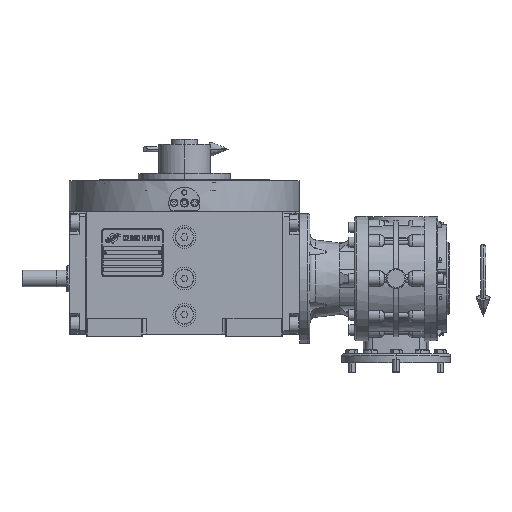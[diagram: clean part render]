
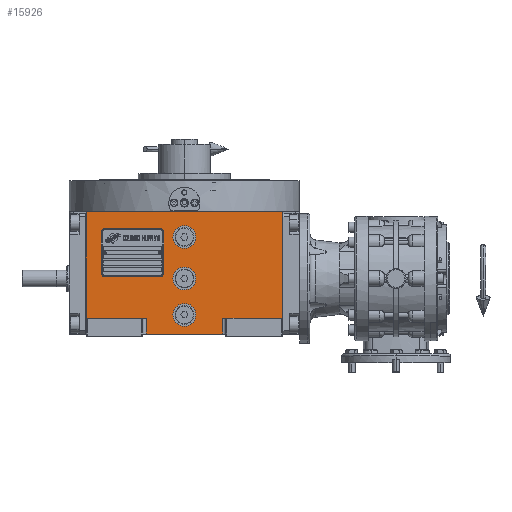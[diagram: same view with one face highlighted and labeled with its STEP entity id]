
A CAD part, top view. The second image highlights one B-rep face of the part: STEP entity #15926.
In plain terms, the highlighted planar face has unit normal (0, 0, 1).
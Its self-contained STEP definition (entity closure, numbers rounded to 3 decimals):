
#568 = DIRECTION ( 'NONE',  ( 0., 0., 1. ) ) ;
#1199 = CIRCLE ( 'NONE', #104214, 11. ) ;
#3705 = FACE_BOUND ( 'NONE', #58187, .T. ) ;
#4309 = FACE_BOUND ( 'NONE', #55263, .T. ) ;
#5328 = ORIENTED_EDGE ( 'NONE', *, *, #54416, .T. ) ;
#7664 = EDGE_CURVE ( 'NONE', #105979, #38211, #27060, .T. ) ;
#9385 = ORIENTED_EDGE ( 'NONE', *, *, #113566, .F. ) ;
#10312 = DIRECTION ( 'NONE',  ( -1., 0., 0. ) ) ;
#10943 = CARTESIAN_POINT ( 'NONE',  ( 0., 40., 163.5 ) ) ;
#12167 = DIRECTION ( 'NONE',  ( 0., 0., 1. ) ) ;
#12881 = CARTESIAN_POINT ( 'NONE',  ( 11., 40., 163.5 ) ) ;
#13511 = CARTESIAN_POINT ( 'NONE',  ( -94.5, 64.5, 163.5 ) ) ;
#13555 = EDGE_CURVE ( 'NONE', #106331, #27887, #56541, .T. ) ;
#13814 = DIRECTION ( 'NONE',  ( 0., 0., 1. ) ) ;
#14272 = LINE ( 'NONE', #24374, #33242 ) ;
#14724 = CIRCLE ( 'NONE', #47027, 11. ) ;
#15926 = ADVANCED_FACE ( 'NONE', ( #3705, #4309, #41021, #42273 ), #32786, .T. ) ;
#16691 = EDGE_LOOP ( 'NONE', ( #118067, #9385, #121216, #64422, #116397, #102408, #5328, #37221 ) ) ;
#23344 = EDGE_CURVE ( 'NONE', #82676, #69741, #112435, .T. ) ;
#24040 = LINE ( 'NONE', #24631, #24133 ) ;
#24133 = VECTOR ( 'NONE', #44235, 1000. ) ;
#24223 = EDGE_CURVE ( 'NONE', #64345, #108389, #88978, .T. ) ;
#24374 = CARTESIAN_POINT ( 'NONE',  ( -94.5, 64.5, 163.5 ) ) ;
#24631 = CARTESIAN_POINT ( 'NONE',  ( 37., -38.5, 163.5 ) ) ;
#25190 = DIRECTION ( 'NONE',  ( 1., 0., 0. ) ) ;
#26167 = VERTEX_POINT ( 'NONE', #59024 ) ;
#26635 = ORIENTED_EDGE ( 'NONE', *, *, #24223, .F. ) ;
#26799 = DIRECTION ( 'NONE',  ( 1., 0., 0. ) ) ;
#27060 = CIRCLE ( 'NONE', #53368, 11. ) ;
#27887 = VERTEX_POINT ( 'NONE', #123685 ) ;
#28085 = ORIENTED_EDGE ( 'NONE', *, *, #7664, .F. ) ;
#32331 = CARTESIAN_POINT ( 'NONE',  ( -37., -38.5, 163.5 ) ) ;
#32786 = PLANE ( 'NONE',  #33670 ) ;
#33122 = CARTESIAN_POINT ( 'NONE',  ( -11., 0., 163.5 ) ) ;
#33242 = VECTOR ( 'NONE', #73656, 1000. ) ;
#33630 = EDGE_CURVE ( 'NONE', #106331, #72330, #38619, .T. ) ;
#33670 = AXIS2_PLACEMENT_3D ( 'NONE', #71341, #13814, #50516 ) ;
#34676 = CIRCLE ( 'NONE', #50855, 11. ) ;
#35876 = CARTESIAN_POINT ( 'NONE',  ( 0., -35., 163.5 ) ) ;
#37221 = ORIENTED_EDGE ( 'NONE', *, *, #33630, .F. ) ;
#38211 = VERTEX_POINT ( 'NONE', #12881 ) ;
#38619 = LINE ( 'NONE', #108162, #119414 ) ;
#39163 = DIRECTION ( 'NONE',  ( 1., 0., 0. ) ) ;
#39384 = DIRECTION ( 'NONE',  ( 1., 0., 0. ) ) ;
#41021 = FACE_BOUND ( 'NONE', #64879, .T. ) ;
#42273 = FACE_OUTER_BOUND ( 'NONE', #16691, .T. ) ;
#43182 = EDGE_CURVE ( 'NONE', #95461, #111099, #14272, .T. ) ;
#44235 = DIRECTION ( 'NONE',  ( 0., -1., 0. ) ) ;
#45323 = ORIENTED_EDGE ( 'NONE', *, *, #63504, .F. ) ;
#47027 = AXIS2_PLACEMENT_3D ( 'NONE', #77001, #115557, #114310 ) ;
#47399 = CARTESIAN_POINT ( 'NONE',  ( 94.5, 64.5, 163.5 ) ) ;
#47656 = DIRECTION ( 'NONE',  ( 1., 0., 0. ) ) ;
#47703 = CARTESIAN_POINT ( 'NONE',  ( 11., -35., 163.5 ) ) ;
#50516 = DIRECTION ( 'NONE',  ( 1., 0., 0. ) ) ;
#50855 = AXIS2_PLACEMENT_3D ( 'NONE', #60255, #12167, #39384 ) ;
#51705 = LINE ( 'NONE', #99163, #56361 ) ;
#53368 = AXIS2_PLACEMENT_3D ( 'NONE', #10943, #98247, #10312 ) ;
#53980 = VERTEX_POINT ( 'NONE', #62428 ) ;
#54416 = EDGE_CURVE ( 'NONE', #53980, #72330, #116558, .T. ) ;
#54863 = DIRECTION ( 'NONE',  ( 0., 0., 1. ) ) ;
#55263 = EDGE_LOOP ( 'NONE', ( #96496, #68735 ) ) ;
#56173 = CARTESIAN_POINT ( 'NONE',  ( 0., 0., 163.5 ) ) ;
#56196 = EDGE_CURVE ( 'NONE', #69741, #111099, #113906, .T. ) ;
#56361 = VECTOR ( 'NONE', #93845, 1000. ) ;
#56541 = LINE ( 'NONE', #74238, #75913 ) ;
#57109 = EDGE_CURVE ( 'NONE', #108389, #64345, #102606, .T. ) ;
#58187 = EDGE_LOOP ( 'NONE', ( #81446, #26635 ) ) ;
#59024 = CARTESIAN_POINT ( 'NONE',  ( -11., -35., 163.5 ) ) ;
#60255 = CARTESIAN_POINT ( 'NONE',  ( 0., 40., 163.5 ) ) ;
#62428 = CARTESIAN_POINT ( 'NONE',  ( -94.5, -38.5, 163.5 ) ) ;
#63504 = EDGE_CURVE ( 'NONE', #38211, #105979, #34676, .T. ) ;
#64345 = VERTEX_POINT ( 'NONE', #33122 ) ;
#64422 = ORIENTED_EDGE ( 'NONE', *, *, #56196, .T. ) ;
#64879 = EDGE_LOOP ( 'NONE', ( #45323, #28085 ) ) ;
#65738 = VECTOR ( 'NONE', #47656, 1000. ) ;
#65858 = DIRECTION ( 'NONE',  ( 0., 1., 0. ) ) ;
#66460 = EDGE_CURVE ( 'NONE', #71615, #26167, #14724, .T. ) ;
#68735 = ORIENTED_EDGE ( 'NONE', *, *, #89622, .F. ) ;
#69741 = VERTEX_POINT ( 'NONE', #71628 ) ;
#71341 = CARTESIAN_POINT ( 'NONE',  ( -94.5, -53.5, 163.5 ) ) ;
#71615 = VERTEX_POINT ( 'NONE', #47703 ) ;
#71628 = CARTESIAN_POINT ( 'NONE',  ( 94.5, -38.5, 163.5 ) ) ;
#72330 = VERTEX_POINT ( 'NONE', #32331 ) ;
#72773 = AXIS2_PLACEMENT_3D ( 'NONE', #56173, #114306, #104228 ) ;
#73656 = DIRECTION ( 'NONE',  ( 1., 0., 0. ) ) ;
#74238 = CARTESIAN_POINT ( 'NONE',  ( -37., -53.5, 163.5 ) ) ;
#74307 = AXIS2_PLACEMENT_3D ( 'NONE', #87846, #568, #39163 ) ;
#75913 = VECTOR ( 'NONE', #26799, 1000. ) ;
#77001 = CARTESIAN_POINT ( 'NONE',  ( 0., -35., 163.5 ) ) ;
#79638 = CARTESIAN_POINT ( 'NONE',  ( -11., 40., 163.5 ) ) ;
#81446 = ORIENTED_EDGE ( 'NONE', *, *, #57109, .F. ) ;
#82676 = VERTEX_POINT ( 'NONE', #93835 ) ;
#85408 = CARTESIAN_POINT ( 'NONE',  ( 11., 0., 163.5 ) ) ;
#85585 = CARTESIAN_POINT ( 'NONE',  ( -94.5, -38.5, 163.5 ) ) ;
#86242 = VECTOR ( 'NONE', #65858, 1000. ) ;
#87846 = CARTESIAN_POINT ( 'NONE',  ( 0., 0., 163.5 ) ) ;
#88978 = CIRCLE ( 'NONE', #72773, 11. ) ;
#89622 = EDGE_CURVE ( 'NONE', #26167, #71615, #1199, .T. ) ;
#92766 = VECTOR ( 'NONE', #25190, 1000. ) ;
#93442 = DIRECTION ( 'NONE',  ( -1., 0., 0. ) ) ;
#93835 = CARTESIAN_POINT ( 'NONE',  ( 37., -38.5, 163.5 ) ) ;
#93845 = DIRECTION ( 'NONE',  ( 0., 1., 0. ) ) ;
#95461 = VERTEX_POINT ( 'NONE', #13511 ) ;
#96496 = ORIENTED_EDGE ( 'NONE', *, *, #66460, .F. ) ;
#98247 = DIRECTION ( 'NONE',  ( 0., 0., 1. ) ) ;
#99163 = CARTESIAN_POINT ( 'NONE',  ( -94.5, -38.5, 163.5 ) ) ;
#102408 = ORIENTED_EDGE ( 'NONE', *, *, #113012, .F. ) ;
#102606 = CIRCLE ( 'NONE', #74307, 11. ) ;
#103605 = CARTESIAN_POINT ( 'NONE',  ( -37., -53.5, 163.5 ) ) ;
#104214 = AXIS2_PLACEMENT_3D ( 'NONE', #35876, #54863, #93442 ) ;
#104228 = DIRECTION ( 'NONE',  ( -1., 0., 0. ) ) ;
#105979 = VERTEX_POINT ( 'NONE', #79638 ) ;
#106294 = DIRECTION ( 'NONE',  ( 0., 1., 0. ) ) ;
#106331 = VERTEX_POINT ( 'NONE', #103605 ) ;
#106955 = CARTESIAN_POINT ( 'NONE',  ( 94.5, -38.5, 163.5 ) ) ;
#108162 = CARTESIAN_POINT ( 'NONE',  ( -37., -53.5, 163.5 ) ) ;
#108389 = VERTEX_POINT ( 'NONE', #85408 ) ;
#111099 = VERTEX_POINT ( 'NONE', #47399 ) ;
#112435 = LINE ( 'NONE', #113039, #92766 ) ;
#113012 = EDGE_CURVE ( 'NONE', #53980, #95461, #51705, .T. ) ;
#113039 = CARTESIAN_POINT ( 'NONE',  ( 37., -38.5, 163.5 ) ) ;
#113566 = EDGE_CURVE ( 'NONE', #82676, #27887, #24040, .T. ) ;
#113906 = LINE ( 'NONE', #106955, #86242 ) ;
#114306 = DIRECTION ( 'NONE',  ( 0., 0., 1. ) ) ;
#114310 = DIRECTION ( 'NONE',  ( 1., 0., 0. ) ) ;
#115557 = DIRECTION ( 'NONE',  ( 0., 0., 1. ) ) ;
#116397 = ORIENTED_EDGE ( 'NONE', *, *, #43182, .F. ) ;
#116558 = LINE ( 'NONE', #85585, #65738 ) ;
#118067 = ORIENTED_EDGE ( 'NONE', *, *, #13555, .T. ) ;
#119414 = VECTOR ( 'NONE', #106294, 1000. ) ;
#121216 = ORIENTED_EDGE ( 'NONE', *, *, #23344, .T. ) ;
#123685 = CARTESIAN_POINT ( 'NONE',  ( 37., -53.5, 163.5 ) ) ;
